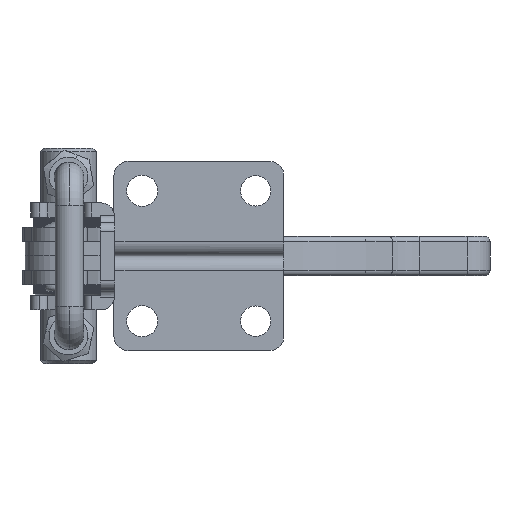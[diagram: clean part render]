
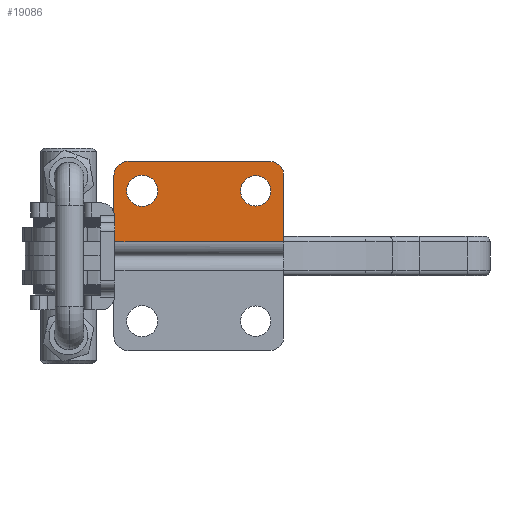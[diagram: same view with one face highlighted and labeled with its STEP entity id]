
A CAD part, front view. The second image highlights one B-rep face of the part: STEP entity #19086.
In plain terms, the highlighted planar face has unit normal (0, -1, 0).
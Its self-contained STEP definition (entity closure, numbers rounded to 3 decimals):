
#240 = ORIENTED_EDGE ( 'NONE', *, *, #3624, .T. ) ;
#670 = CARTESIAN_POINT ( 'NONE',  ( 4., 0., 26.5 ) ) ;
#967 = DIRECTION ( 'NONE',  ( 0., -1., 0. ) ) ;
#1002 = CARTESIAN_POINT ( 'NONE',  ( 43.6, 0., 26.5 ) ) ;
#1111 = DIRECTION ( 'NONE',  ( 0., 0., -1. ) ) ;
#1941 = VERTEX_POINT ( 'NONE', #22236 ) ;
#2393 = VECTOR ( 'NONE', #18956, 1000. ) ;
#2458 = ORIENTED_EDGE ( 'NONE', *, *, #18783, .T. ) ;
#2898 = PLANE ( 'NONE',  #32451 ) ;
#3624 = EDGE_CURVE ( 'NONE', #33698, #37226, #11881, .T. ) ;
#3794 = CIRCLE ( 'NONE', #16292, 4.35 ) ;
#4072 = CARTESIAN_POINT ( 'NONE',  ( 47.6, 0., 26.5 ) ) ;
#4377 = CIRCLE ( 'NONE', #21335, 4.25 ) ;
#4478 = FACE_BOUND ( 'NONE', #7773, .T. ) ;
#5297 = CARTESIAN_POINT ( 'NONE',  ( -57.746, 0., 4. ) ) ;
#6437 = VERTEX_POINT ( 'NONE', #670 ) ;
#7414 = DIRECTION ( 'NONE',  ( 0., -1., 0. ) ) ;
#7773 = EDGE_LOOP ( 'NONE', ( #8627, #39647 ) ) ;
#7953 = ORIENTED_EDGE ( 'NONE', *, *, #14941, .T. ) ;
#8579 = DIRECTION ( 'NONE',  ( 0., -1., 0. ) ) ;
#8627 = ORIENTED_EDGE ( 'NONE', *, *, #9413, .F. ) ;
#8665 = VECTOR ( 'NONE', #28848, 1000. ) ;
#9413 = EDGE_CURVE ( 'NONE', #55853, #1941, #35181, .T. ) ;
#9487 = ORIENTED_EDGE ( 'NONE', *, *, #29157, .F. ) ;
#9543 = ORIENTED_EDGE ( 'NONE', *, *, #38171, .F. ) ;
#10108 = EDGE_CURVE ( 'NONE', #33698, #35310, #33674, .T. ) ;
#10668 = CARTESIAN_POINT ( 'NONE',  ( 0., 0., 4. ) ) ;
#10860 = AXIS2_PLACEMENT_3D ( 'NONE', #27732, #27677, #27551 ) ;
#11588 = DIRECTION ( 'NONE',  ( 0., -1., 0. ) ) ;
#11881 = CIRCLE ( 'NONE', #10860, 4. ) ;
#12922 = ORIENTED_EDGE ( 'NONE', *, *, #39738, .F. ) ;
#14255 = EDGE_LOOP ( 'NONE', ( #46151, #240, #9543, #56212, #7953, #2458 ) ) ;
#14941 = EDGE_CURVE ( 'NONE', #44764, #49737, #20691, .T. ) ;
#16292 = AXIS2_PLACEMENT_3D ( 'NONE', #35664, #8579, #40147 ) ;
#16747 = CARTESIAN_POINT ( 'NONE',  ( 7.9, 0., 13.9 ) ) ;
#17263 = LINE ( 'NONE', #5297, #2393 ) ;
#18783 = EDGE_CURVE ( 'NONE', #49737, #35310, #17263, .T. ) ;
#18807 = VECTOR ( 'NONE', #26790, 1000. ) ;
#18956 = DIRECTION ( 'NONE',  ( 1., 0., 0. ) ) ;
#19086 = ADVANCED_FACE ( 'NONE', ( #4478, #39059, #51038 ), #2898, .T. ) ;
#19463 = CARTESIAN_POINT ( 'NONE',  ( 7.9, 0., 22.6 ) ) ;
#20130 = DIRECTION ( 'NONE',  ( 0., -1., 0. ) ) ;
#20691 = LINE ( 'NONE', #10668, #8665 ) ;
#20870 = CARTESIAN_POINT ( 'NONE',  ( -57.746, 0., 4. ) ) ;
#21335 = AXIS2_PLACEMENT_3D ( 'NONE', #55085, #28135, #1111 ) ;
#22236 = CARTESIAN_POINT ( 'NONE',  ( 39.7, 0., 22.5 ) ) ;
#22706 = CARTESIAN_POINT ( 'NONE',  ( 39.7, 0., 14. ) ) ;
#23217 = CARTESIAN_POINT ( 'NONE',  ( 0., 0., 22.5 ) ) ;
#25885 = AXIS2_PLACEMENT_3D ( 'NONE', #47087, #20130, #51610 ) ;
#26585 = VERTEX_POINT ( 'NONE', #16747 ) ;
#26731 = CARTESIAN_POINT ( 'NONE',  ( 47.6, 0., 4. ) ) ;
#26790 = DIRECTION ( 'NONE',  ( 1., 0., 0. ) ) ;
#27481 = CIRCLE ( 'NONE', #49538, 4.35 ) ;
#27551 = DIRECTION ( 'NONE',  ( 0., 0., -1. ) ) ;
#27677 = DIRECTION ( 'NONE',  ( 0., -1., 0. ) ) ;
#27732 = CARTESIAN_POINT ( 'NONE',  ( 43.6, 0., 22.5 ) ) ;
#28005 = CARTESIAN_POINT ( 'NONE',  ( 4., 0., 22.5 ) ) ;
#28135 = DIRECTION ( 'NONE',  ( 0., -1., 0. ) ) ;
#28848 = DIRECTION ( 'NONE',  ( 0., 0., -1. ) ) ;
#29157 = EDGE_CURVE ( 'NONE', #26585, #39952, #27481, .T. ) ;
#30747 = LINE ( 'NONE', #4072, #18807 ) ;
#31131 = EDGE_CURVE ( 'NONE', #6437, #44764, #42071, .T. ) ;
#31912 = CARTESIAN_POINT ( 'NONE',  ( 47.6, 0., 4. ) ) ;
#32451 = AXIS2_PLACEMENT_3D ( 'NONE', #20870, #7414, #38964 ) ;
#32509 = DIRECTION ( 'NONE',  ( 0., 0., -1. ) ) ;
#33412 = CARTESIAN_POINT ( 'NONE',  ( 47.6, 0., 22.5 ) ) ;
#33674 = LINE ( 'NONE', #26731, #44202 ) ;
#33698 = VERTEX_POINT ( 'NONE', #33412 ) ;
#35181 = CIRCLE ( 'NONE', #25885, 4.25 ) ;
#35310 = VERTEX_POINT ( 'NONE', #31912 ) ;
#35664 = CARTESIAN_POINT ( 'NONE',  ( 7.9, 0., 18.25 ) ) ;
#37226 = VERTEX_POINT ( 'NONE', #1002 ) ;
#38171 = EDGE_CURVE ( 'NONE', #6437, #37226, #30747, .T. ) ;
#38616 = CARTESIAN_POINT ( 'NONE',  ( 7.9, 0., 18.25 ) ) ;
#38964 = DIRECTION ( 'NONE',  ( 0., 0., -1. ) ) ;
#39059 = FACE_BOUND ( 'NONE', #39568, .T. ) ;
#39293 = CARTESIAN_POINT ( 'NONE',  ( 0., 0., 4. ) ) ;
#39568 = EDGE_LOOP ( 'NONE', ( #9487, #12922 ) ) ;
#39647 = ORIENTED_EDGE ( 'NONE', *, *, #42552, .F. ) ;
#39738 = EDGE_CURVE ( 'NONE', #39952, #26585, #3794, .T. ) ;
#39952 = VERTEX_POINT ( 'NONE', #19463 ) ;
#40147 = DIRECTION ( 'NONE',  ( 0., 0., -1. ) ) ;
#42071 = CIRCLE ( 'NONE', #54889, 4. ) ;
#42552 = EDGE_CURVE ( 'NONE', #1941, #55853, #4377, .T. ) ;
#43121 = DIRECTION ( 'NONE',  ( 0., 0., -1. ) ) ;
#44202 = VECTOR ( 'NONE', #57992, 1000. ) ;
#44764 = VERTEX_POINT ( 'NONE', #23217 ) ;
#46151 = ORIENTED_EDGE ( 'NONE', *, *, #10108, .F. ) ;
#47087 = CARTESIAN_POINT ( 'NONE',  ( 39.7, 0., 18.25 ) ) ;
#49538 = AXIS2_PLACEMENT_3D ( 'NONE', #38616, #11588, #43121 ) ;
#49737 = VERTEX_POINT ( 'NONE', #39293 ) ;
#51038 = FACE_OUTER_BOUND ( 'NONE', #14255, .T. ) ;
#51610 = DIRECTION ( 'NONE',  ( 0., 0., -1. ) ) ;
#54889 = AXIS2_PLACEMENT_3D ( 'NONE', #28005, #967, #32509 ) ;
#55085 = CARTESIAN_POINT ( 'NONE',  ( 39.7, 0., 18.25 ) ) ;
#55853 = VERTEX_POINT ( 'NONE', #22706 ) ;
#56212 = ORIENTED_EDGE ( 'NONE', *, *, #31131, .T. ) ;
#57992 = DIRECTION ( 'NONE',  ( 0., 0., -1. ) ) ;
